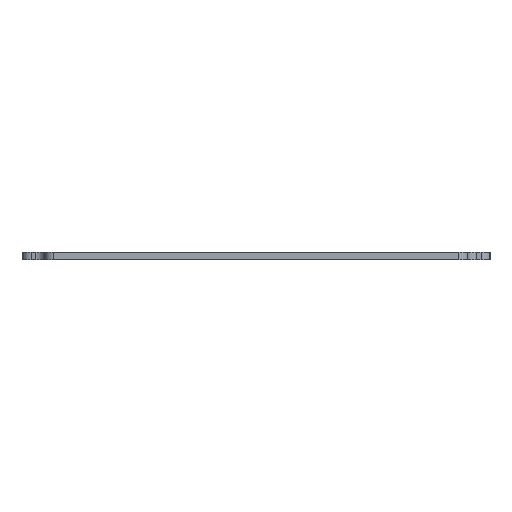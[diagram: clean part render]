
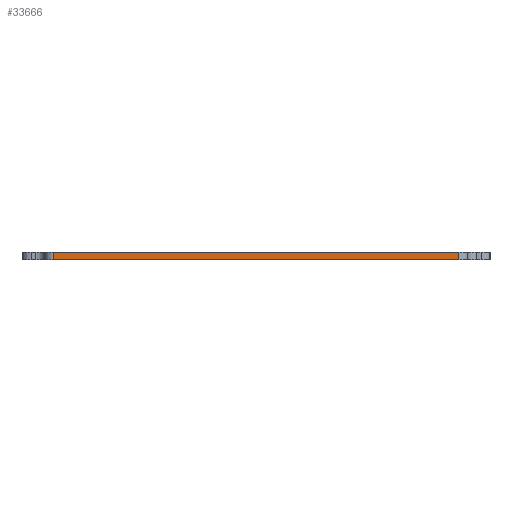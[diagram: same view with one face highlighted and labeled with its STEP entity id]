
A CAD part, left-side view. The second image highlights one B-rep face of the part: STEP entity #33666.
In plain terms, the highlighted planar face has unit normal (-1, 0, 0).
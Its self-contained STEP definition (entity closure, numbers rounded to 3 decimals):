
#83 = PLANE('',#84);
#84 = AXIS2_PLACEMENT_3D('',#85,#86,#87);
#85 = CARTESIAN_POINT('',(190.672,-86.798,1.6));
#86 = DIRECTION('',(-0.,-0.,-1.));
#87 = DIRECTION('',(-1.,0.,0.));
#137 = PLANE('',#138);
#138 = AXIS2_PLACEMENT_3D('',#139,#140,#141);
#139 = CARTESIAN_POINT('',(190.672,-86.798,0.));
#140 = DIRECTION('',(-0.,-0.,-1.));
#141 = DIRECTION('',(-1.,0.,0.));
#1021 = VERTEX_POINT('',#1022);
#1022 = CARTESIAN_POINT('',(47.65,-132.316,0.));
#1041 = CYLINDRICAL_SURFACE('',#1042,2.);
#1042 = AXIS2_PLACEMENT_3D('',#1043,#1044,#1045);
#1043 = CARTESIAN_POINT('',(49.65,-132.316,0.));
#1044 = DIRECTION('',(-0.,-0.,-1.));
#1045 = DIRECTION('',(1.,0.,-0.));
#1053 = EDGE_CURVE('',#1021,#1054,#1056,.T.);
#1054 = VERTEX_POINT('',#1055);
#1055 = CARTESIAN_POINT('',(47.65,-41.316,0.));
#1056 = SURFACE_CURVE('',#1057,(#1061,#1068),.PCURVE_S1.);
#1057 = LINE('',#1058,#1059);
#1058 = CARTESIAN_POINT('',(47.65,-132.316,0.));
#1059 = VECTOR('',#1060,1.);
#1060 = DIRECTION('',(0.,1.,0.));
#1061 = PCURVE('',#137,#1062);
#1062 = DEFINITIONAL_REPRESENTATION('',(#1063),#1067);
#1063 = LINE('',#1064,#1065);
#1064 = CARTESIAN_POINT('',(143.022,-45.517));
#1065 = VECTOR('',#1066,1.);
#1066 = DIRECTION('',(0.,1.));
#1067 = ( GEOMETRIC_REPRESENTATION_CONTEXT(2) 
PARAMETRIC_REPRESENTATION_CONTEXT() REPRESENTATION_CONTEXT('2D SPACE',''
  ) );
#1068 = PCURVE('',#1069,#1074);
#1069 = PLANE('',#1070);
#1070 = AXIS2_PLACEMENT_3D('',#1071,#1072,#1073);
#1071 = CARTESIAN_POINT('',(47.65,-132.316,0.));
#1072 = DIRECTION('',(-1.,0.,0.));
#1073 = DIRECTION('',(0.,1.,0.));
#1074 = DEFINITIONAL_REPRESENTATION('',(#1075),#1079);
#1075 = LINE('',#1076,#1077);
#1076 = CARTESIAN_POINT('',(0.,0.));
#1077 = VECTOR('',#1078,1.);
#1078 = DIRECTION('',(1.,0.));
#1079 = ( GEOMETRIC_REPRESENTATION_CONTEXT(2) 
PARAMETRIC_REPRESENTATION_CONTEXT() REPRESENTATION_CONTEXT('2D SPACE',''
  ) );
#1102 = CYLINDRICAL_SURFACE('',#1103,2.);
#1103 = AXIS2_PLACEMENT_3D('',#1104,#1105,#1106);
#1104 = CARTESIAN_POINT('',(49.65,-41.316,0.));
#1105 = DIRECTION('',(-0.,-0.,-1.));
#1106 = DIRECTION('',(1.,0.,-0.));
#18345 = VERTEX_POINT('',#18346);
#18346 = CARTESIAN_POINT('',(47.65,-132.316,1.6));
#18372 = EDGE_CURVE('',#18345,#18373,#18375,.T.);
#18373 = VERTEX_POINT('',#18374);
#18374 = CARTESIAN_POINT('',(47.65,-41.316,1.6));
#18375 = SURFACE_CURVE('',#18376,(#18380,#18387),.PCURVE_S1.);
#18376 = LINE('',#18377,#18378);
#18377 = CARTESIAN_POINT('',(47.65,-132.316,1.6));
#18378 = VECTOR('',#18379,1.);
#18379 = DIRECTION('',(0.,1.,0.));
#18380 = PCURVE('',#83,#18381);
#18381 = DEFINITIONAL_REPRESENTATION('',(#18382),#18386);
#18382 = LINE('',#18383,#18384);
#18383 = CARTESIAN_POINT('',(143.022,-45.517));
#18384 = VECTOR('',#18385,1.);
#18385 = DIRECTION('',(0.,1.));
#18386 = ( GEOMETRIC_REPRESENTATION_CONTEXT(2) 
PARAMETRIC_REPRESENTATION_CONTEXT() REPRESENTATION_CONTEXT('2D SPACE',''
  ) );
#18387 = PCURVE('',#1069,#18388);
#18388 = DEFINITIONAL_REPRESENTATION('',(#18389),#18393);
#18389 = LINE('',#18390,#18391);
#18390 = CARTESIAN_POINT('',(0.,-1.6));
#18391 = VECTOR('',#18392,1.);
#18392 = DIRECTION('',(1.,0.));
#18393 = ( GEOMETRIC_REPRESENTATION_CONTEXT(2) 
PARAMETRIC_REPRESENTATION_CONTEXT() REPRESENTATION_CONTEXT('2D SPACE',''
  ) );
#33616 = EDGE_CURVE('',#1021,#18345,#33617,.T.);
#33617 = SURFACE_CURVE('',#33618,(#33622,#33629),.PCURVE_S1.);
#33618 = LINE('',#33619,#33620);
#33619 = CARTESIAN_POINT('',(47.65,-132.316,0.));
#33620 = VECTOR('',#33621,1.);
#33621 = DIRECTION('',(0.,0.,1.));
#33622 = PCURVE('',#1041,#33623);
#33623 = DEFINITIONAL_REPRESENTATION('',(#33624),#33628);
#33624 = LINE('',#33625,#33626);
#33625 = CARTESIAN_POINT('',(-3.142,0.));
#33626 = VECTOR('',#33627,1.);
#33627 = DIRECTION('',(-0.,-1.));
#33628 = ( GEOMETRIC_REPRESENTATION_CONTEXT(2) 
PARAMETRIC_REPRESENTATION_CONTEXT() REPRESENTATION_CONTEXT('2D SPACE',''
  ) );
#33629 = PCURVE('',#1069,#33630);
#33630 = DEFINITIONAL_REPRESENTATION('',(#33631),#33635);
#33631 = LINE('',#33632,#33633);
#33632 = CARTESIAN_POINT('',(0.,0.));
#33633 = VECTOR('',#33634,1.);
#33634 = DIRECTION('',(0.,-1.));
#33635 = ( GEOMETRIC_REPRESENTATION_CONTEXT(2) 
PARAMETRIC_REPRESENTATION_CONTEXT() REPRESENTATION_CONTEXT('2D SPACE',''
  ) );
#33666 = ADVANCED_FACE('',(#33667),#1069,.T.);
#33667 = FACE_BOUND('',#33668,.T.);
#33668 = EDGE_LOOP('',(#33669,#33670,#33671,#33692));
#33669 = ORIENTED_EDGE('',*,*,#33616,.T.);
#33670 = ORIENTED_EDGE('',*,*,#18372,.T.);
#33671 = ORIENTED_EDGE('',*,*,#33672,.F.);
#33672 = EDGE_CURVE('',#1054,#18373,#33673,.T.);
#33673 = SURFACE_CURVE('',#33674,(#33678,#33685),.PCURVE_S1.);
#33674 = LINE('',#33675,#33676);
#33675 = CARTESIAN_POINT('',(47.65,-41.316,0.));
#33676 = VECTOR('',#33677,1.);
#33677 = DIRECTION('',(0.,0.,1.));
#33678 = PCURVE('',#1069,#33679);
#33679 = DEFINITIONAL_REPRESENTATION('',(#33680),#33684);
#33680 = LINE('',#33681,#33682);
#33681 = CARTESIAN_POINT('',(91.,0.));
#33682 = VECTOR('',#33683,1.);
#33683 = DIRECTION('',(0.,-1.));
#33684 = ( GEOMETRIC_REPRESENTATION_CONTEXT(2) 
PARAMETRIC_REPRESENTATION_CONTEXT() REPRESENTATION_CONTEXT('2D SPACE',''
  ) );
#33685 = PCURVE('',#1102,#33686);
#33686 = DEFINITIONAL_REPRESENTATION('',(#33687),#33691);
#33687 = LINE('',#33688,#33689);
#33688 = CARTESIAN_POINT('',(-3.142,0.));
#33689 = VECTOR('',#33690,1.);
#33690 = DIRECTION('',(-0.,-1.));
#33691 = ( GEOMETRIC_REPRESENTATION_CONTEXT(2) 
PARAMETRIC_REPRESENTATION_CONTEXT() REPRESENTATION_CONTEXT('2D SPACE',''
  ) );
#33692 = ORIENTED_EDGE('',*,*,#1053,.F.);
